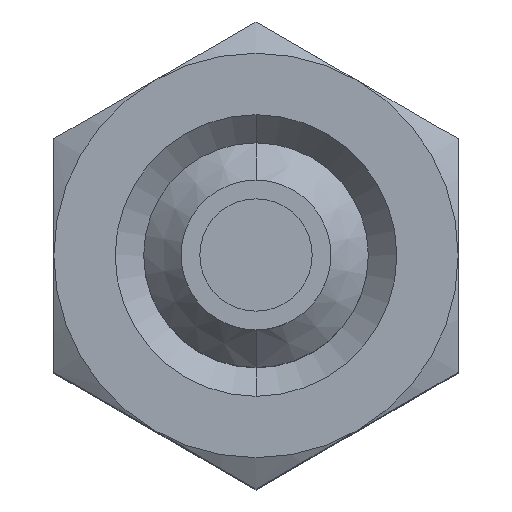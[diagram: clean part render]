
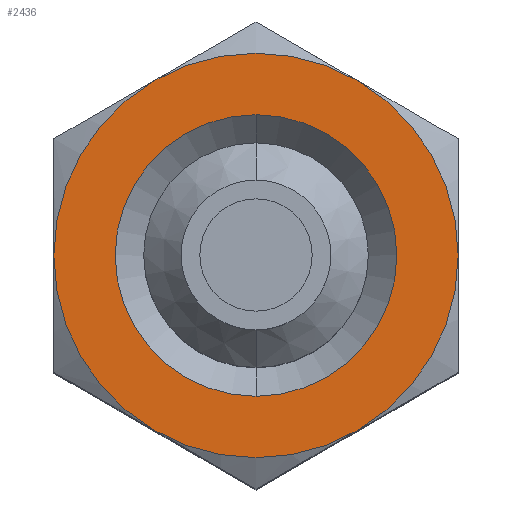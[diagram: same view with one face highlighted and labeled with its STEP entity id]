
A CAD part, top view. The second image highlights one B-rep face of the part: STEP entity #2436.
In plain terms, the highlighted planar face has unit normal (0, 0, 1).
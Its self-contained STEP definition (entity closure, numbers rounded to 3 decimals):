
#669=CARTESIAN_POINT('',(-2.7,0.,-3.632));
#693=CARTESIAN_POINT('',(0.,0.,-3.632));
#694=DIRECTION('',(0.,0.,1.));
#695=DIRECTION('',(-1.,0.,0.));
#696=AXIS2_PLACEMENT_3D('',#693,#694,#695);
#698=CARTESIAN_POINT('',(0.,0.,-3.632));
#699=DIRECTION('',(0.,0.,1.));
#700=DIRECTION('',(-0.5,0.866,0.));
#701=AXIS2_PLACEMENT_3D('',#698,#699,#700);
#703=CARTESIAN_POINT('',(0.,0.,-3.632));
#704=DIRECTION('',(0.,0.,1.));
#705=DIRECTION('',(0.,1.,0.));
#706=AXIS2_PLACEMENT_3D('',#703,#704,#705);
#708=CARTESIAN_POINT('',(0.,0.,-3.632));
#709=DIRECTION('',(0.,0.,1.));
#710=DIRECTION('',(0.5,0.866,0.));
#711=AXIS2_PLACEMENT_3D('',#708,#709,#710);
#713=CARTESIAN_POINT('',(0.,0.,-3.632));
#714=DIRECTION('',(0.,0.,1.));
#715=DIRECTION('',(1.,0.,0.));
#716=AXIS2_PLACEMENT_3D('',#713,#714,#715);
#718=CARTESIAN_POINT('',(0.,0.,-3.632));
#719=DIRECTION('',(0.,0.,1.));
#720=DIRECTION('',(0.5,-0.866,0.));
#721=AXIS2_PLACEMENT_3D('',#718,#719,#720);
#723=CARTESIAN_POINT('',(0.,0.,-3.632));
#724=DIRECTION('',(0.,0.,-1.));
#725=DIRECTION('',(0.,-1.,0.));
#726=AXIS2_PLACEMENT_3D('',#723,#724,#725);
#728=CARTESIAN_POINT('',(0.,0.,-3.632));
#729=DIRECTION('',(0.,0.,-1.));
#730=DIRECTION('',(0.,1.,0.));
#731=AXIS2_PLACEMENT_3D('',#728,#729,#730);
#743=CARTESIAN_POINT('',(1.35,-2.338,-3.632));
#745=CARTESIAN_POINT('',(-1.35,-2.338,
-3.632));
#757=CARTESIAN_POINT('',(0.,0.,-3.632));
#758=DIRECTION('',(0.,0.,1.));
#759=DIRECTION('',(-0.5,-0.866,0.));
#760=AXIS2_PLACEMENT_3D('',#757,#758,#759);
#762=CARTESIAN_POINT('',(-1.35,2.338,-3.632));
#832=CARTESIAN_POINT('',(1.35,2.338,-3.632));
#856=CARTESIAN_POINT('',(2.7,0.,-3.632));
#1200=VERTEX_POINT('',#743);
#1201=CARTESIAN_POINT('',(0.,1.88,-3.632));
#1202=CARTESIAN_POINT('',(0.,-1.88,-3.632));
#1203=VERTEX_POINT('',#1201);
#1204=VERTEX_POINT('',#1202);
#1211=VERTEX_POINT('',#832);
#1219=VERTEX_POINT('',#762);
#1230=VERTEX_POINT('',#669);
#1233=VERTEX_POINT('',#856);
#1234=VERTEX_POINT('',#745);
#1235=CARTESIAN_POINT('',(0.,2.7,-3.632));
#1236=VERTEX_POINT('',#1235);
#2410=CARTESIAN_POINT('',(0.,0.,-3.632));
#2411=DIRECTION('',(0.,0.,-1.));
#2412=DIRECTION('',(0.,-1.,0.));
#2413=AXIS2_PLACEMENT_3D('',#2410,#2411,#2412);
#2414=PLANE('',#2413);
#2416=ORIENTED_EDGE('',*,*,#2415,.F.);
#2417=ORIENTED_EDGE('',*,*,#2397,.F.);
#2419=ORIENTED_EDGE('',*,*,#2418,.F.);
#2421=ORIENTED_EDGE('',*,*,#2420,.F.);
#2423=ORIENTED_EDGE('',*,*,#2422,.F.);
#2425=ORIENTED_EDGE('',*,*,#2424,.F.);
#2427=ORIENTED_EDGE('',*,*,#2426,.F.);
#2428=EDGE_LOOP('',(#2416,#2417,#2419,#2421,#2423,#2425,#2427));
#2429=FACE_OUTER_BOUND('',#2428,.F.);
#2431=ORIENTED_EDGE('',*,*,#2430,.F.);
#2433=ORIENTED_EDGE('',*,*,#2432,.F.);
#2434=EDGE_LOOP('',(#2431,#2433));
#2435=FACE_BOUND('',#2434,.F.);
#2436=ADVANCED_FACE('',(#2429,#2435),#2414,.F.);
#697=CIRCLE('',#696,2.7);
#702=CIRCLE('',#701,2.7);
#707=CIRCLE('',#706,2.7);
#712=CIRCLE('',#711,2.7);
#717=CIRCLE('',#716,2.7);
#722=CIRCLE('',#721,2.7);
#727=CIRCLE('',#726,1.88);
#732=CIRCLE('',#731,1.88);
#761=CIRCLE('',#760,2.7);
#2397=EDGE_CURVE('',#1230,#1234,#697,.T.);
#2415=EDGE_CURVE('',#1234,#1200,#761,.T.);
#2418=EDGE_CURVE('',#1219,#1230,#702,.T.);
#2420=EDGE_CURVE('',#1236,#1219,#707,.T.);
#2422=EDGE_CURVE('',#1211,#1236,#712,.T.);
#2424=EDGE_CURVE('',#1233,#1211,#717,.T.);
#2426=EDGE_CURVE('',#1200,#1233,#722,.T.);
#2430=EDGE_CURVE('',#1204,#1203,#727,.T.);
#2432=EDGE_CURVE('',#1203,#1204,#732,.T.);
